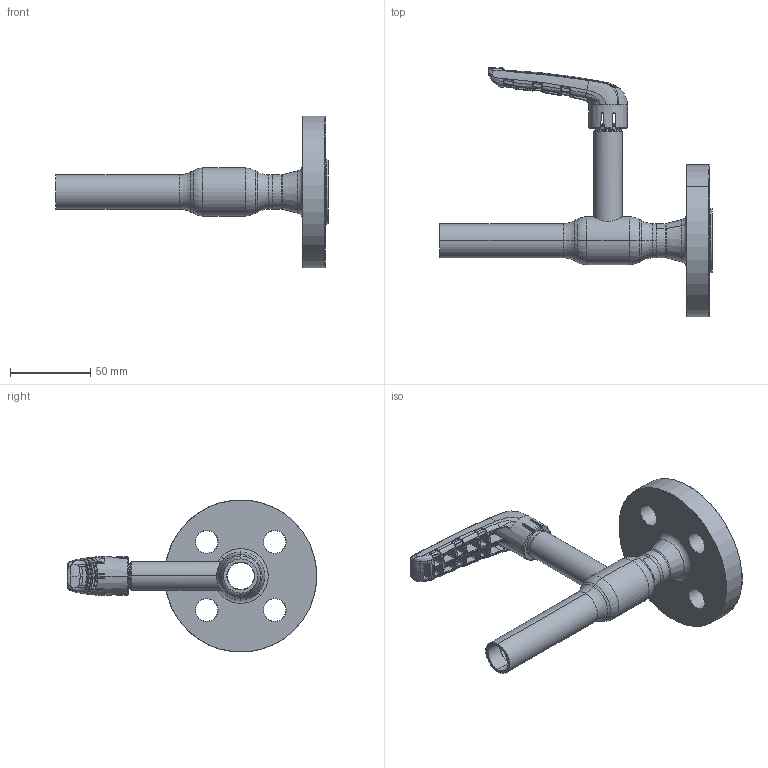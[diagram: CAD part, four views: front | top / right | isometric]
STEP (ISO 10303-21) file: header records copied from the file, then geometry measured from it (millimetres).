
FILE_DESCRIPTION (( 'STEP AP214' ), '1' );
FILE_NAME ('1015004001-xxxx.step', '2019-05-10T10:49:32', ( '' ), ( '' ), 'SwSTEP 2.0', 'SolidWorks 2017', '' );
FILE_SCHEMA (( 'AUTOMOTIVE_DESIGN' ));
Length unit declared in the file: millimetre
Products named in the file (1): 1015004001-xxxx
Bounding box: 170 x 155.4 x 94.64 mm (x, y, z)
Surface area: 49527.7 mm2 (no closed solid volume)
Topology: 0 solids, 8 shells, 710 faces, 2264 edges, 1441 vertices
Faces by surface type: bspline 557, cylinder 44, cone 43, plane 43, torus 23
Entity records: 62555 total; most frequent: CARTESIAN_POINT 40276, ORIENTED_EDGE 3651, EDGE_CURVE 2248, B_SPLINE_CURVE_WITH_KNOTS 1553, DIRECTION 1510, VERTEX_POINT 1441, EDGE_LOOP 742, UNCERTAINTY_MEASURE_WITH_UNIT 712
